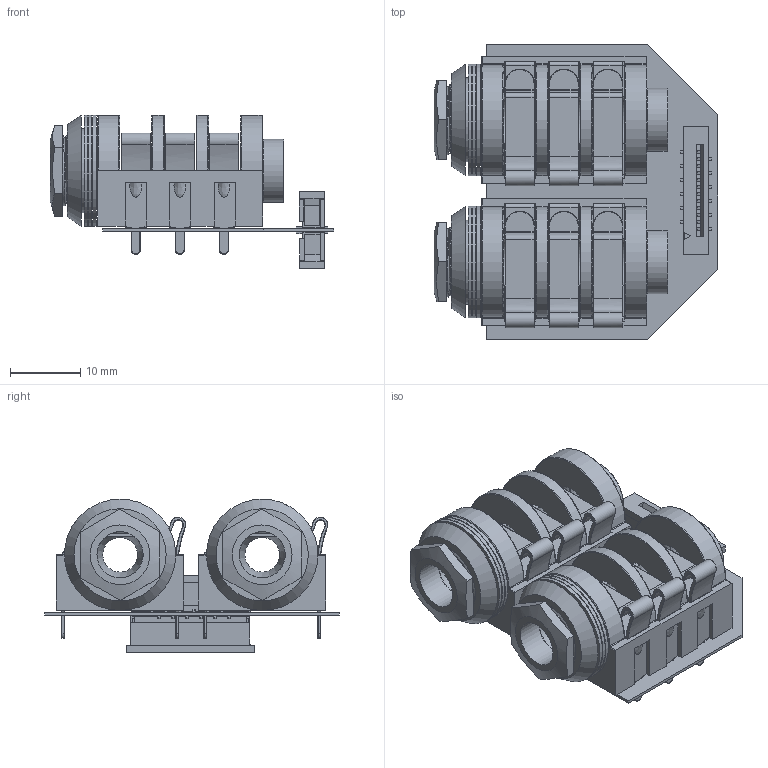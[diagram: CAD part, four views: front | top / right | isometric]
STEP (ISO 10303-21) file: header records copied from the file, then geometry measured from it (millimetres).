
FILE_DESCRIPTION(('Open CASCADE Model'),'2;1');
FILE_NAME('Open CASCADE Shape Model','2025-01-17T20:35:51',('Author'),( 'Open CASCADE'),'Open CASCADE STEP processor 6.8','Open CASCADE 6.8' ,'Unknown');
FILE_SCHEMA(('AUTOMOTIVE_DESIGN { 1 0 10303 214 1 1 1 1 }'));
Length unit declared in the file: millimetre
Products named in the file (17): PCB; Board; Open CASCADE STEP translator 6.8 2.1.1; Designator15; SFW12S-2STE1LF; Designator14; PJ1; MZT-223_Jack_Socket_-_Stereo_chassis_jack,_O_6; 6_3_Jack_body; 6_3_Jack_contact_01; 6_3_Jack_contact_02; Open CASCADE STEP translator 6.8 2.4.1.3.1; Open CASCADE STEP translator 6.8 2.4.1.3.2; Nut; Washer_1; Washer_2; PJ2
Assembly tree (24 placements, depth 5):
  PCB
    Board
      Open CASCADE STEP translator 6.8 2.1.1
    Designator15
      SFW12S-2STE1LF
    Designator14
      SFW12S-2STE1LF
    PJ1
      MZT-223_Jack_Socket_-_Stereo_chassis_jack,_O_6
        6_3_Jack_body
        6_3_Jack_contact_01  x3
        6_3_Jack_contact_02  x3
          Open CASCADE STEP translator 6.8 2.4.1.3.1
          Open CASCADE STEP translator 6.8 2.4.1.3.2
        Nut
        Washer_1
        Washer_2  x3
    PJ2
      MZT-223_Jack_Socket_-_Stereo_chassis_jack,_O_6
        6_3_Jack_body
        6_3_Jack_contact_01  x3
        6_3_Jack_contact_02  x3
          Open CASCADE STEP translator 6.8 2.4.1.3.1
          Open CASCADE STEP translator 6.8 2.4.1.3.2
        Nut
        Washer_1
        Washer_2  x3
Bounding box: 40.49 x 42.01 x 21.96 mm (x, y, z)
Volume: 10428.3 mm3; surface area: 16487.6 mm2
Topology: 21 solids, 45 shells, 2086 faces, 5206 edges, 3184 vertices
Faces by surface type: plane 942, cylinder 628, torus 244, bspline 158, sphere 98, cone 16
Full cylindrical faces by diameter (mm): 2 x12, 6.6 x2, 6.7 x2, 9 x2, 11 x10, 12 x2, 15.9 x6
Entity records: 41204 total; most frequent: CARTESIAN_POINT 21061, ORIENTED_EDGE 3762, DIRECTION 3412, EDGE_CURVE 1886, LINE 1324, VECTOR 1324, VERTEX_POINT 1202, AXIS2_PLACEMENT_3D 1044
